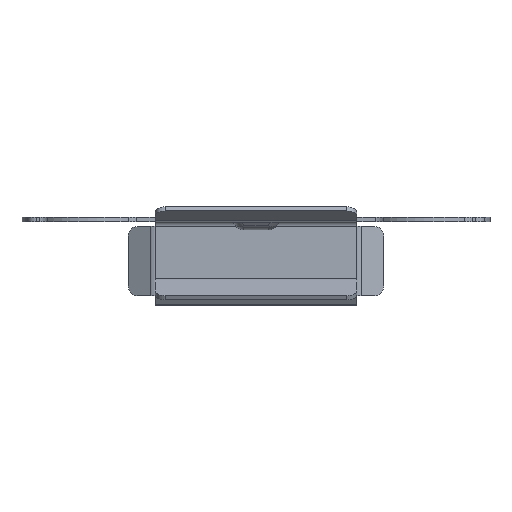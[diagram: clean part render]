
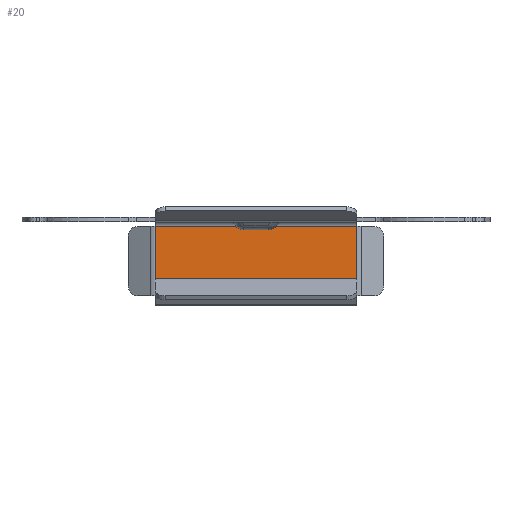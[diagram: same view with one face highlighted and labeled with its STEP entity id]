
A CAD part, front view. The second image highlights one B-rep face of the part: STEP entity #20.
In plain terms, the highlighted planar face has unit normal (0, -1, 0).
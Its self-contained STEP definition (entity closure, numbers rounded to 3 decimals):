
#20 = ADVANCED_FACE ( 'NONE', ( #1405 ), #3924, .F. ) ;
#188 = VERTEX_POINT ( 'NONE', #1895 ) ;
#347 = LINE ( 'NONE', #1732, #2848 ) ;
#452 = VECTOR ( 'NONE', #1091, 1000. ) ;
#551 = CARTESIAN_POINT ( 'NONE',  ( -15., 0., 0. ) ) ;
#603 = AXIS2_PLACEMENT_3D ( 'NONE', #1553, #921, #3313 ) ;
#716 = LINE ( 'NONE', #551, #1025 ) ;
#812 = CARTESIAN_POINT ( 'NONE',  ( 0., 0., -5.505 ) ) ;
#827 = CARTESIAN_POINT ( 'NONE',  ( -15., 0., -0.35 ) ) ;
#921 = DIRECTION ( 'NONE',  ( 0., 1., 0. ) ) ;
#1025 = VECTOR ( 'NONE', #1829, 1000. ) ;
#1091 = DIRECTION ( 'NONE',  ( 0., 0., 1. ) ) ;
#1337 = CARTESIAN_POINT ( 'NONE',  ( 0., 0., 0. ) ) ;
#1405 = FACE_OUTER_BOUND ( 'NONE', #2883, .T. ) ;
#1408 = DIRECTION ( 'NONE',  ( 1., 0., 0. ) ) ;
#1451 = EDGE_CURVE ( 'NONE', #188, #2769, #2815, .T. ) ;
#1553 = CARTESIAN_POINT ( 'NONE',  ( -15., 0., 0. ) ) ;
#1732 = CARTESIAN_POINT ( 'NONE',  ( -15., 0., -0.35 ) ) ;
#1829 = DIRECTION ( 'NONE',  ( 0., 0., 1. ) ) ;
#1843 = ORIENTED_EDGE ( 'NONE', *, *, #1451, .T. ) ;
#1895 = CARTESIAN_POINT ( 'NONE',  ( -15., 0., -5.505 ) ) ;
#1964 = CARTESIAN_POINT ( 'NONE',  ( -15., 0., -5.505 ) ) ;
#2013 = ORIENTED_EDGE ( 'NONE', *, *, #2811, .F. ) ;
#2477 = EDGE_CURVE ( 'NONE', #188, #2747, #716, .T. ) ;
#2747 = VERTEX_POINT ( 'NONE', #827 ) ;
#2769 = VERTEX_POINT ( 'NONE', #812 ) ;
#2811 = EDGE_CURVE ( 'NONE', #2747, #4082, #347, .T. ) ;
#2815 = LINE ( 'NONE', #1964, #3500 ) ;
#2848 = VECTOR ( 'NONE', #1408, 1000. ) ;
#2883 = EDGE_LOOP ( 'NONE', ( #1843, #2965, #2013, #3134 ) ) ;
#2895 = LINE ( 'NONE', #1337, #452 ) ;
#2965 = ORIENTED_EDGE ( 'NONE', *, *, #4070, .T. ) ;
#3134 = ORIENTED_EDGE ( 'NONE', *, *, #2477, .F. ) ;
#3313 = DIRECTION ( 'NONE',  ( 0., 0., 1. ) ) ;
#3500 = VECTOR ( 'NONE', #3726, 1000. ) ;
#3726 = DIRECTION ( 'NONE',  ( 1., 0., 0. ) ) ;
#3924 = PLANE ( 'NONE',  #603 ) ;
#4070 = EDGE_CURVE ( 'NONE', #2769, #4082, #2895, .T. ) ;
#4082 = VERTEX_POINT ( 'NONE', #4089 ) ;
#4089 = CARTESIAN_POINT ( 'NONE',  ( 0., 0., -0.35 ) ) ;
